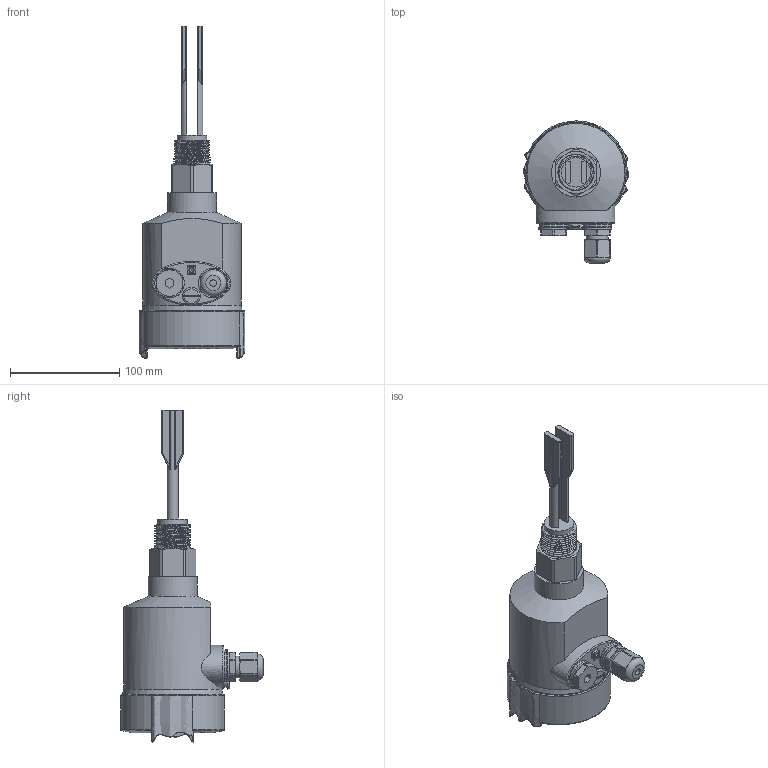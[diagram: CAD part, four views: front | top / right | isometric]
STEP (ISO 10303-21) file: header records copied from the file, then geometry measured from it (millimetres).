
FILE_DESCRIPTION(/* description */ (''),/* implementation_level */ '2;1');
FILE_NAME(/* name */ 'LS250音叉液位开关.stp',/* time_stamp */ '2022-09-30T11:09:32+08:00',/* author */ (''),/* organization */ (''),/* preprocessor_version */ 'ST-DEVELOPER v16',/* originating_system */ 'SIEMENS PLM Software NX 10.0',/* authorisation */ '');
FILE_SCHEMA (('CONFIG_CONTROL_DESIGN'));
Length unit declared in the file: millimetre
Products named in the file (1): LS250音叉液位开关
Bounding box: 97.12 x 130.5 x 304.59 mm (x, y, z)
Volume: 888460.6 mm3; surface area: 77146.8 mm2
Topology: 1 solids, 3 shells, 279 faces, 707 edges, 448 vertices
Faces by surface type: plane 108, cylinder 76, cone 42, bspline 35, torus 13, extrusion 5
Full cylindrical faces by diameter (mm): 4.2 x1, 6 x1, 13 x1, 16.296 x1, 17.5 x2, 20 x1, 26 x2, 27 x3, 45 x1, 90 x1, 92 x1
Entity records: 14013 total; most frequent: CARTESIAN_POINT 7720, ORIENTED_EDGE 1322, DIRECTION 1208, EDGE_CURVE 661, AXIS2_PLACEMENT_3D 480, VERTEX_POINT 436, EDGE_LOOP 324, ADVANCED_FACE 279
